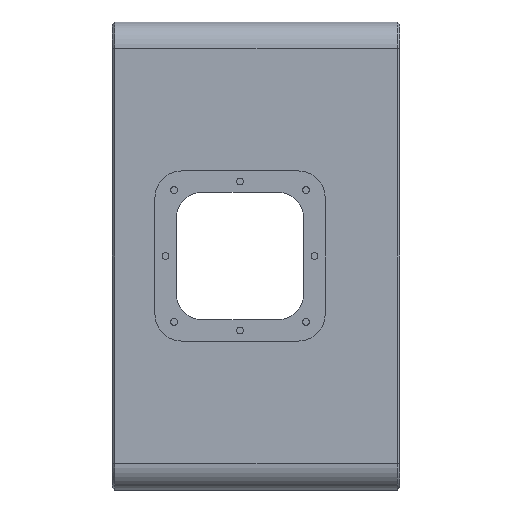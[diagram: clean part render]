
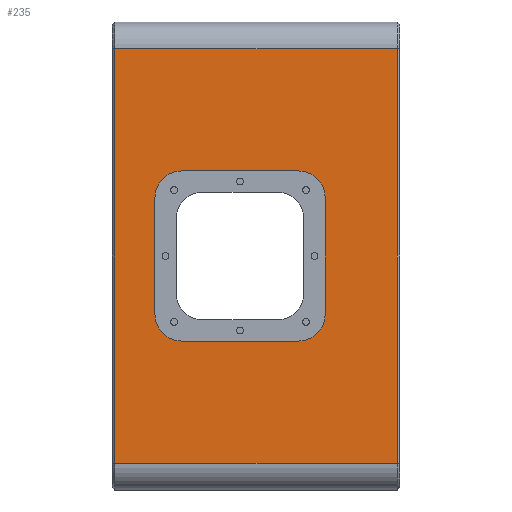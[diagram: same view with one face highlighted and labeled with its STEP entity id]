
A CAD part, left-side view. The second image highlights one B-rep face of the part: STEP entity #235.
In plain terms, the highlighted planar face has unit normal (-1, 0, 0).
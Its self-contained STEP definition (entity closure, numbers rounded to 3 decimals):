
#29 = VECTOR ( 'NONE', #5951, 1000. ) ;
#127 = VERTEX_POINT ( 'NONE', #1290 ) ;
#235 = ADVANCED_FACE ( 'NONE', ( #9102, #8601 ), #7552, .T. ) ;
#426 = AXIS2_PLACEMENT_3D ( 'NONE', #6308, #1509, #7074 ) ;
#453 = CARTESIAN_POINT ( 'NONE',  ( -110., -135., 97.5 ) ) ;
#488 = LINE ( 'NONE', #8902, #2307 ) ;
#521 = EDGE_CURVE ( 'NONE', #8935, #594, #8212, .T. ) ;
#568 = ORIENTED_EDGE ( 'NONE', *, *, #10048, .F. ) ;
#594 = VERTEX_POINT ( 'NONE', #8435 ) ;
#671 = CARTESIAN_POINT ( 'NONE',  ( -110., -87.5, 40. ) ) ;
#719 = DIRECTION ( 'NONE',  ( 0., 0., -1. ) ) ;
#781 = VERTEX_POINT ( 'NONE', #3461 ) ;
#864 = ORIENTED_EDGE ( 'NONE', *, *, #1727, .F. ) ;
#1102 = AXIS2_PLACEMENT_3D ( 'NONE', #8356, #3623, #9155 ) ;
#1172 = CARTESIAN_POINT ( 'NONE',  ( -110., -135., -97.5 ) ) ;
#1290 = CARTESIAN_POINT ( 'NONE',  ( -110., -32.5, -40. ) ) ;
#1385 = DIRECTION ( 'NONE',  ( 0., 0., -1. ) ) ;
#1427 = AXIS2_PLACEMENT_3D ( 'NONE', #8888, #4167, #9667 ) ;
#1484 = CARTESIAN_POINT ( 'NONE',  ( -110., -32.5, 40. ) ) ;
#1509 = DIRECTION ( 'NONE',  ( -1., 0., 0. ) ) ;
#1611 = ORIENTED_EDGE ( 'NONE', *, *, #7539, .F. ) ;
#1680 = VECTOR ( 'NONE', #5574, 1000. ) ;
#1727 = EDGE_CURVE ( 'NONE', #7127, #10240, #9300, .T. ) ;
#2015 = DIRECTION ( 'NONE',  ( 0., 1., 0. ) ) ;
#2041 = CIRCLE ( 'NONE', #1102, 12.5 ) ;
#2062 = ORIENTED_EDGE ( 'NONE', *, *, #5615, .T. ) ;
#2103 = ORIENTED_EDGE ( 'NONE', *, *, #2473, .F. ) ;
#2179 = CARTESIAN_POINT ( 'NONE',  ( -110., -134., 97.5 ) ) ;
#2274 = ORIENTED_EDGE ( 'NONE', *, *, #3764, .F. ) ;
#2307 = VECTOR ( 'NONE', #4190, 1000. ) ;
#2473 = EDGE_CURVE ( 'NONE', #127, #6998, #488, .T. ) ;
#2682 = LINE ( 'NONE', #453, #4598 ) ;
#2742 = CARTESIAN_POINT ( 'NONE',  ( -110., -20., 27.5 ) ) ;
#2766 = CARTESIAN_POINT ( 'NONE',  ( -110., -32.5, 27.5 ) ) ;
#2907 = VECTOR ( 'NONE', #719, 1000. ) ;
#3461 = CARTESIAN_POINT ( 'NONE',  ( -110., -100., 27.5 ) ) ;
#3587 = DIRECTION ( 'NONE',  ( 0., 0., -1. ) ) ;
#3623 = DIRECTION ( 'NONE',  ( -1., 0., 0. ) ) ;
#3662 = DIRECTION ( 'NONE',  ( -1., 0., 0. ) ) ;
#3764 = EDGE_CURVE ( 'NONE', #10240, #6157, #10115, .T. ) ;
#3842 = CIRCLE ( 'NONE', #1427, 12.5 ) ;
#4167 = DIRECTION ( 'NONE',  ( -1., 0., 0. ) ) ;
#4190 = DIRECTION ( 'NONE',  ( 0., -1., 0. ) ) ;
#4312 = CARTESIAN_POINT ( 'NONE',  ( -110., -100., -27.5 ) ) ;
#4598 = VECTOR ( 'NONE', #2015, 1000. ) ;
#4723 = CARTESIAN_POINT ( 'NONE',  ( -110., -1., -97.5 ) ) ;
#4929 = CARTESIAN_POINT ( 'NONE',  ( -110., -1., 97.5 ) ) ;
#4964 = LINE ( 'NONE', #8527, #8883 ) ;
#5029 = ORIENTED_EDGE ( 'NONE', *, *, #5752, .F. ) ;
#5073 = EDGE_CURVE ( 'NONE', #6998, #5658, #3842, .T. ) ;
#5168 = VERTEX_POINT ( 'NONE', #5820 ) ;
#5379 = VECTOR ( 'NONE', #7934, 1000. ) ;
#5533 = LINE ( 'NONE', #4723, #2907 ) ;
#5574 = DIRECTION ( 'NONE',  ( 0., 0., 1. ) ) ;
#5588 = CARTESIAN_POINT ( 'NONE',  ( -110., -32.5, 40. ) ) ;
#5615 = EDGE_CURVE ( 'NONE', #9263, #7574, #2682, .T. ) ;
#5638 = ORIENTED_EDGE ( 'NONE', *, *, #521, .F. ) ;
#5656 = ORIENTED_EDGE ( 'NONE', *, *, #6836, .T. ) ;
#5658 = VERTEX_POINT ( 'NONE', #7617 ) ;
#5752 = EDGE_CURVE ( 'NONE', #6157, #5168, #4964, .T. ) ;
#5793 = ORIENTED_EDGE ( 'NONE', *, *, #8813, .T. ) ;
#5820 = CARTESIAN_POINT ( 'NONE',  ( -110., -20., -27.5 ) ) ;
#5951 = DIRECTION ( 'NONE',  ( 0., 1., 0. ) ) ;
#6157 = VERTEX_POINT ( 'NONE', #2742 ) ;
#6236 = AXIS2_PLACEMENT_3D ( 'NONE', #2766, #8312, #3587 ) ;
#6308 = CARTESIAN_POINT ( 'NONE',  ( -110., -32.5, -27.5 ) ) ;
#6618 = EDGE_LOOP ( 'NONE', ( #5638, #5793, #2062, #5656 ) ) ;
#6736 = CIRCLE ( 'NONE', #426, 12.5 ) ;
#6836 = EDGE_CURVE ( 'NONE', #7574, #594, #5533, .T. ) ;
#6859 = EDGE_LOOP ( 'NONE', ( #6993, #5029, #2274, #864, #568, #1611, #9963, #2103 ) ) ;
#6993 = ORIENTED_EDGE ( 'NONE', *, *, #7184, .F. ) ;
#6998 = VERTEX_POINT ( 'NONE', #9146 ) ;
#7074 = DIRECTION ( 'NONE',  ( 0., 0., 1. ) ) ;
#7127 = VERTEX_POINT ( 'NONE', #671 ) ;
#7184 = EDGE_CURVE ( 'NONE', #5168, #127, #6736, .T. ) ;
#7418 = DIRECTION ( 'NONE',  ( 0., 0., 1. ) ) ;
#7451 = LINE ( 'NONE', #4312, #9318 ) ;
#7539 = EDGE_CURVE ( 'NONE', #5658, #781, #7451, .T. ) ;
#7552 = PLANE ( 'NONE',  #7706 ) ;
#7574 = VERTEX_POINT ( 'NONE', #4929 ) ;
#7586 = CARTESIAN_POINT ( 'NONE',  ( -110., -135., -97.5 ) ) ;
#7617 = CARTESIAN_POINT ( 'NONE',  ( -110., -100., -27.5 ) ) ;
#7706 = AXIS2_PLACEMENT_3D ( 'NONE', #7586, #3662, #9191 ) ;
#7774 = LINE ( 'NONE', #7926, #1680 ) ;
#7926 = CARTESIAN_POINT ( 'NONE',  ( -110., -134., 97.5 ) ) ;
#7934 = DIRECTION ( 'NONE',  ( 0., 1., 0. ) ) ;
#8212 = LINE ( 'NONE', #1172, #29 ) ;
#8312 = DIRECTION ( 'NONE',  ( -1., 0., 0. ) ) ;
#8356 = CARTESIAN_POINT ( 'NONE',  ( -110., -87.5, 27.5 ) ) ;
#8435 = CARTESIAN_POINT ( 'NONE',  ( -110., -1., -97.5 ) ) ;
#8527 = CARTESIAN_POINT ( 'NONE',  ( -110., -20., -27.5 ) ) ;
#8601 = FACE_OUTER_BOUND ( 'NONE', #6618, .T. ) ;
#8813 = EDGE_CURVE ( 'NONE', #8935, #9263, #7774, .T. ) ;
#8870 = CARTESIAN_POINT ( 'NONE',  ( -110., -134., -97.5 ) ) ;
#8883 = VECTOR ( 'NONE', #1385, 1000. ) ;
#8888 = CARTESIAN_POINT ( 'NONE',  ( -110., -87.5, -27.5 ) ) ;
#8902 = CARTESIAN_POINT ( 'NONE',  ( -110., -32.5, -40. ) ) ;
#8935 = VERTEX_POINT ( 'NONE', #8870 ) ;
#9102 = FACE_BOUND ( 'NONE', #6859, .T. ) ;
#9146 = CARTESIAN_POINT ( 'NONE',  ( -110., -87.5, -40. ) ) ;
#9155 = DIRECTION ( 'NONE',  ( 0., 0., 1. ) ) ;
#9191 = DIRECTION ( 'NONE',  ( 0., 0., 1. ) ) ;
#9263 = VERTEX_POINT ( 'NONE', #2179 ) ;
#9300 = LINE ( 'NONE', #5588, #5379 ) ;
#9318 = VECTOR ( 'NONE', #7418, 1000. ) ;
#9667 = DIRECTION ( 'NONE',  ( 0., 0., 1. ) ) ;
#9963 = ORIENTED_EDGE ( 'NONE', *, *, #5073, .F. ) ;
#10048 = EDGE_CURVE ( 'NONE', #781, #7127, #2041, .T. ) ;
#10115 = CIRCLE ( 'NONE', #6236, 12.5 ) ;
#10240 = VERTEX_POINT ( 'NONE', #1484 ) ;
